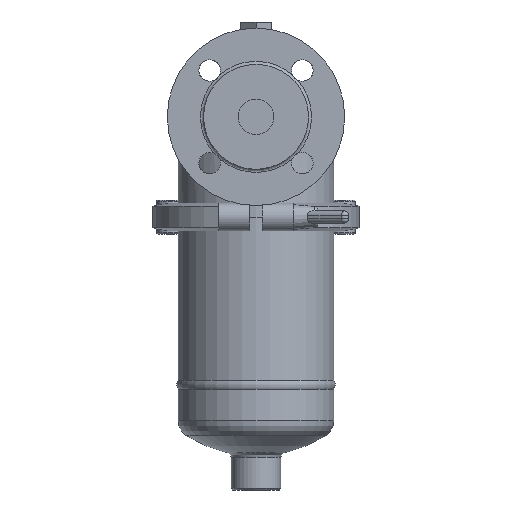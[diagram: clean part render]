
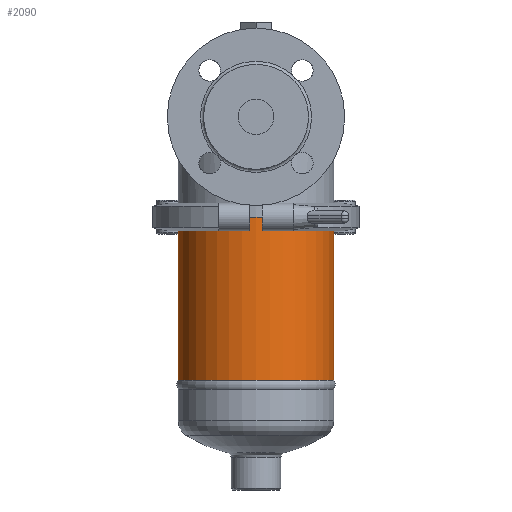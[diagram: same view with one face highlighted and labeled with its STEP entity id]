
A CAD part, left-side view. The second image highlights one B-rep face of the part: STEP entity #2090.
In plain terms, the highlighted cylindrical face has radius 50.5 mm (diameter 101 mm), a full revolution.
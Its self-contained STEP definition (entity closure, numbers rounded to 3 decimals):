
#2016=CARTESIAN_POINT('',(50.5,0.0,-105.912));
#2017=VERTEX_POINT('',#2016);
#2018=CARTESIAN_POINT('',(0.,0.0,-105.912));
#2019=DIRECTION('',(0.0,0.0,1.0));
#2020=DIRECTION('',(1.0,0.0,0.0));
#2021=AXIS2_PLACEMENT_3D('',#2018,#2019,#2020);
#2022=CIRCLE('',#2021,50.5);
#2023=EDGE_CURVE('',#2017,#2017,#2022,.T.);
#2071=CARTESIAN_POINT('',(0.,0.0,-53.006));
#2072=DIRECTION('',(0.,0.0,1.0));
#2073=DIRECTION('',(1.0,0.0,0.0));
#2074=AXIS2_PLACEMENT_3D('',#2071,#2072,#2073);
#2075=CYLINDRICAL_SURFACE('',#2074,50.5);
#2076=CARTESIAN_POINT('',(50.5,0.0,-0.1));
#2077=VERTEX_POINT('',#2076);
#2078=CARTESIAN_POINT('',(0.,0.0,-0.1));
#2079=DIRECTION('',(0.0,0.0,1.0));
#2080=DIRECTION('',(1.0,0.0,0.0));
#2081=AXIS2_PLACEMENT_3D('',#2078,#2079,#2080);
#2082=CIRCLE('',#2081,50.5);
#2083=EDGE_CURVE('',#2077,#2077,#2082,.T.);
#2084=ORIENTED_EDGE('',*,*,#2083,.F.);
#2085=EDGE_LOOP('',(#2084));
#2086=FACE_OUTER_BOUND('',#2085,.T.);
#2087=ORIENTED_EDGE('',*,*,#2023,.T.);
#2088=EDGE_LOOP('',(#2087));
#2089=FACE_BOUND('',#2088,.T.);
#2090=ADVANCED_FACE('',(#2086,#2089),#2075,.T.);
